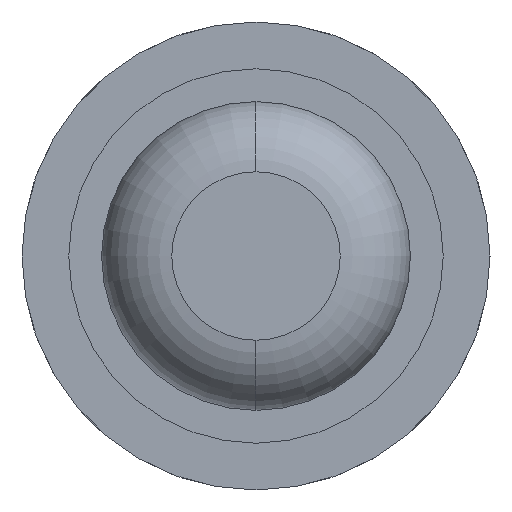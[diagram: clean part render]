
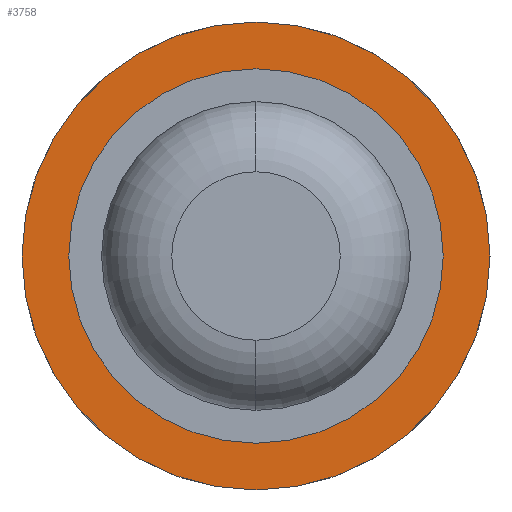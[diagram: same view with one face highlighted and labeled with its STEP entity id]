
A CAD part, front view. The second image highlights one B-rep face of the part: STEP entity #3758.
In plain terms, the highlighted planar face has unit normal (0, -1, 0).
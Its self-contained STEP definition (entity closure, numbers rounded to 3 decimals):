
#47 = DIRECTION ( 'NONE',  ( 0., 0., -1. ) ) ;
#219 = CARTESIAN_POINT ( 'NONE',  ( 0., 5.3, -0.5 ) ) ;
#264 = PLANE ( 'NONE',  #2942 ) ;
#462 = VERTEX_POINT ( 'NONE', #1685 ) ;
#529 = VERTEX_POINT ( 'NONE', #219 ) ;
#643 = AXIS2_PLACEMENT_3D ( 'NONE', #2956, #1535, #1549 ) ;
#657 = DIRECTION ( 'NONE',  ( 0., 0., -1. ) ) ;
#707 = EDGE_CURVE ( 'Defeature ausgef�hrt1_16+Defeature ausgef�hrt1_15+Defeature ausgef�hrt1_15+Defeature ausgef�hrt1_15', #529, #3896, #2758, .T. ) ;
#784 = DIRECTION ( 'NONE',  ( 0., -1., 0. ) ) ;
#804 = CARTESIAN_POINT ( 'NONE',  ( 0., 5.3, 0.5 ) ) ;
#829 = ORIENTED_EDGE ( 'NONE', *, *, #707, .F. ) ;
#836 = CIRCLE ( 'NONE', #643, 0.5 ) ;
#856 = EDGE_CURVE ( 'Defeature ausgef�hrt1_15+Defeature ausgef�hrt1_14+Defeature ausgef�hrt1_14+Defeature ausgef�hrt1_14', #462, #3178, #1934, .T. ) ;
#1076 = CARTESIAN_POINT ( 'NONE',  ( 0., 5.3, 0. ) ) ;
#1484 = ORIENTED_EDGE ( 'NONE', *, *, #3506, .T. ) ;
#1535 = DIRECTION ( 'NONE',  ( 0., -1., 0. ) ) ;
#1549 = DIRECTION ( 'NONE',  ( 0., 0., -1. ) ) ;
#1630 = EDGE_LOOP ( 'NONE', ( #829, #1869 ) ) ;
#1685 = CARTESIAN_POINT ( 'NONE',  ( 0., 5.3, 1.25 ) ) ;
#1858 = DIRECTION ( 'NONE',  ( 0., -1., 0. ) ) ;
#1859 = FACE_OUTER_BOUND ( 'NONE', #3179, .T. ) ;
#1869 = ORIENTED_EDGE ( 'NONE', *, *, #2391, .F. ) ;
#1934 = CIRCLE ( 'NONE', #3382, 1.25 ) ;
#2181 = FACE_BOUND ( 'NONE', #1630, .T. ) ;
#2324 = CARTESIAN_POINT ( 'NONE',  ( 0.5, 5.3, 0. ) ) ;
#2391 = EDGE_CURVE ( 'Defeature ausgef�hrt1_16+Defeature ausgef�hrt1_15+Defeature ausgef�hrt1_15+Defeature ausgef�hrt1_15', #3896, #529, #836, .T. ) ;
#2584 = DIRECTION ( 'NONE',  ( 0., -1., 0. ) ) ;
#2758 = CIRCLE ( 'NONE', #3101, 0.5 ) ;
#2900 = CARTESIAN_POINT ( 'NONE',  ( 0., 5.3, 0. ) ) ;
#2942 = AXIS2_PLACEMENT_3D ( 'NONE', #2324, #3092, #3774 ) ;
#2956 = CARTESIAN_POINT ( 'NONE',  ( 0., 5.3, 0. ) ) ;
#3092 = DIRECTION ( 'NONE',  ( 0., -1., 0. ) ) ;
#3101 = AXIS2_PLACEMENT_3D ( 'NONE', #1076, #784, #47 ) ;
#3114 = CARTESIAN_POINT ( 'NONE',  ( 0., 5.3, -1.25 ) ) ;
#3174 = CIRCLE ( 'NONE', #3703, 1.25 ) ;
#3178 = VERTEX_POINT ( 'NONE', #3114 ) ;
#3179 = EDGE_LOOP ( 'NONE', ( #1484, #3811 ) ) ;
#3382 = AXIS2_PLACEMENT_3D ( 'NONE', #2900, #1858, #4269 ) ;
#3506 = EDGE_CURVE ( 'Defeature ausgef�hrt1_15+Defeature ausgef�hrt1_14+Defeature ausgef�hrt1_14+Defeature ausgef�hrt1_14', #3178, #462, #3174, .T. ) ;
#3703 = AXIS2_PLACEMENT_3D ( 'NONE', #4332, #2584, #657 ) ;
#3758 = ADVANCED_FACE ( 'Defeature ausgef�hrt1_15', ( #1859, #2181 ), #264, .T. ) ;
#3774 = DIRECTION ( 'NONE',  ( 0., 0., -1. ) ) ;
#3811 = ORIENTED_EDGE ( 'NONE', *, *, #856, .T. ) ;
#3896 = VERTEX_POINT ( 'NONE', #804 ) ;
#4269 = DIRECTION ( 'NONE',  ( 0., 0., -1. ) ) ;
#4332 = CARTESIAN_POINT ( 'NONE',  ( 0., 5.3, 0. ) ) ;
